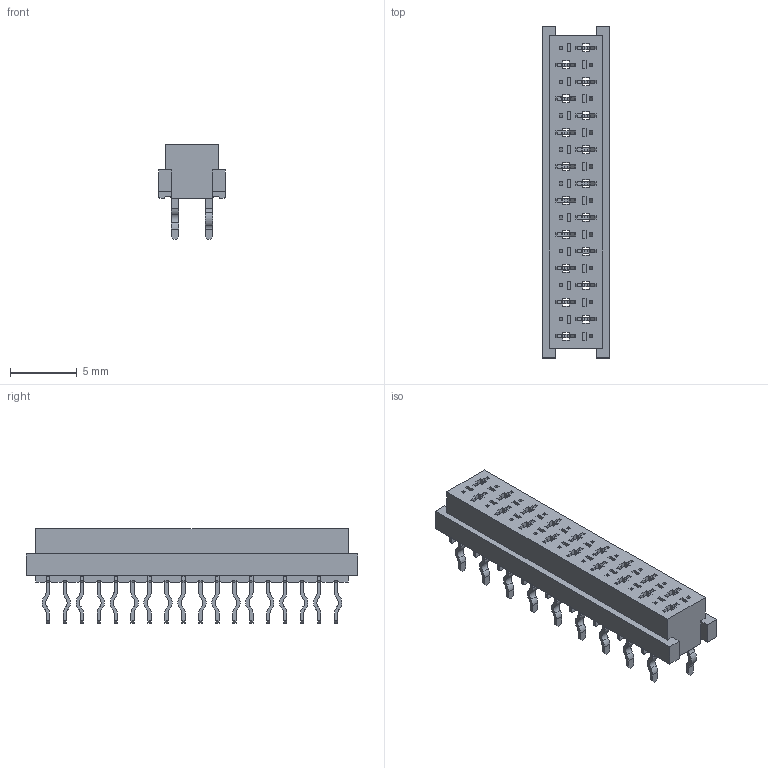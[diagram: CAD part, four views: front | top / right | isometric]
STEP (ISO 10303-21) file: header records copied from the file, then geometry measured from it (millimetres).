
FILE_DESCRIPTION(/* description */ ('Unknown'),/* implementation_level */ '2;1');
FILE_NAME(/* name */ 'J_Wurth_WR-MM_690367181872',/* time_stamp */ '2025-05-08T11:28:17+08:00',/* author */ ('Unknown'),/* organization */ ('Unknown'),/* preprocessor_version */ 'ST-DEVELOPER v19.4',/* originating_system */ 'Solid Edge',/* authorisation */ 'Unknown');
FILE_SCHEMA (('AUTOMOTIVE_DESIGN {1 0 10303 214 3 1 1}'));
Length unit declared in the file: millimetre
Products named in the file (2): J_Wurth_WR-MM_690367181872
Assembly tree (1 placements, depth 2):
  J_Wurth_WR-MM_690367181872
    J_Wurth_WR-MM_690367181872
Bounding box: 5 x 24.86 x 7.1 mm (x, y, z)
Volume: 388.6 mm3; surface area: 872.1 mm2
Topology: 1 solids, 1 shells, 1480 faces, 4232 edges, 2700 vertices
Faces by surface type: plane 1120, cylinder 360
Entity records: 58176 total; most frequent: CARTESIAN_POINT 8522, ORIENTED_EDGE 8464, DIRECTION 7916, EDGE_CURVE 4232, LINE 3440, VECTOR 3440, VERTEX_POINT 2700, AXIS2_PLACEMENT_3D 2238
